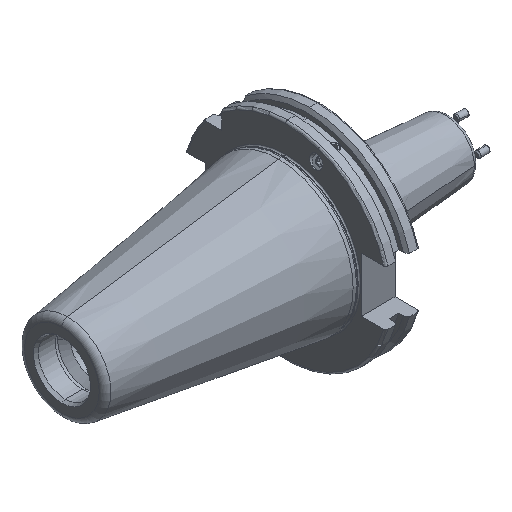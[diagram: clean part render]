
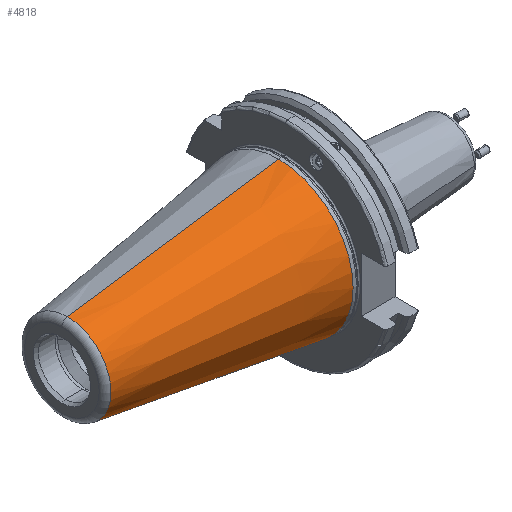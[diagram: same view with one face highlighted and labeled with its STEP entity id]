
A CAD part, isometric view. The second image highlights one B-rep face of the part: STEP entity #4818.
In plain terms, the highlighted conical face has half-angle 8.297 degrees and reference radius 34.925 mm.
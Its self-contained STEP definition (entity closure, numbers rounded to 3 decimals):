
#474 = ORIENTED_EDGE ( 'NONE', *, *, #8529, .T. ) ;
#592 = CIRCLE ( 'NONE', #4558, 34.925 ) ;
#734 = CARTESIAN_POINT ( 'NONE',  ( 0., -34.925, 0. ) ) ;
#1036 = CARTESIAN_POINT ( 'NONE',  ( -99.183, -20.461, 0. ) ) ;
#1239 = EDGE_CURVE ( 'NONE', #4123, #4756, #6562, .T. ) ;
#1345 = DIRECTION ( 'NONE',  ( 0.99, 0.144, 0. ) ) ;
#2006 = CARTESIAN_POINT ( 'NONE',  ( 0., 34.925, 0. ) ) ;
#2301 = LINE ( 'NONE', #10807, #7895 ) ;
#2608 = VERTEX_POINT ( 'NONE', #2006 ) ;
#2753 = CARTESIAN_POINT ( 'NONE',  ( -99.183, 20.461, 0. ) ) ;
#3131 = EDGE_LOOP ( 'NONE', ( #5400, #9303, #6454, #474 ) ) ;
#3134 = CARTESIAN_POINT ( 'NONE',  ( -99.183, 0., 0. ) ) ;
#3584 = EDGE_CURVE ( 'NONE', #8607, #2608, #2301, .T. ) ;
#3763 = CARTESIAN_POINT ( 'NONE',  ( 0., 0., 0. ) ) ;
#4123 = VERTEX_POINT ( 'NONE', #1036 ) ;
#4510 = DIRECTION ( 'NONE',  ( 0., -1., 0. ) ) ;
#4558 = AXIS2_PLACEMENT_3D ( 'NONE', #3763, #6329, #4510 ) ;
#4756 = VERTEX_POINT ( 'NONE', #4773 ) ;
#4773 = CARTESIAN_POINT ( 'NONE',  ( 0., -34.925, 0. ) ) ;
#4818 = ADVANCED_FACE ( 'NONE', ( #6355 ), #10994, .T. ) ;
#5098 = AXIS2_PLACEMENT_3D ( 'NONE', #10571, #8880, #7834 ) ;
#5400 = ORIENTED_EDGE ( 'NONE', *, *, #1239, .F. ) ;
#5712 = DIRECTION ( 'NONE',  ( -1., 0., 0. ) ) ;
#6327 = AXIS2_PLACEMENT_3D ( 'NONE', #3134, #5712, #7456 ) ;
#6329 = DIRECTION ( 'NONE',  ( -1., 0., 0. ) ) ;
#6355 = FACE_OUTER_BOUND ( 'NONE', #3131, .T. ) ;
#6454 = ORIENTED_EDGE ( 'NONE', *, *, #3584, .T. ) ;
#6562 = LINE ( 'NONE', #734, #8027 ) ;
#7456 = DIRECTION ( 'NONE',  ( 0., -1., 0. ) ) ;
#7585 = DIRECTION ( 'NONE',  ( 0.99, -0.144, 0. ) ) ;
#7834 = DIRECTION ( 'NONE',  ( 0., 1., 0. ) ) ;
#7895 = VECTOR ( 'NONE', #1345, 1000. ) ;
#8027 = VECTOR ( 'NONE', #7585, 1000. ) ;
#8529 = EDGE_CURVE ( 'NONE', #2608, #4756, #592, .T. ) ;
#8607 = VERTEX_POINT ( 'NONE', #2753 ) ;
#8751 = EDGE_CURVE ( 'NONE', #8607, #4123, #10623, .T. ) ;
#8880 = DIRECTION ( 'NONE',  ( 1., 0., 0. ) ) ;
#9303 = ORIENTED_EDGE ( 'NONE', *, *, #8751, .F. ) ;
#10571 = CARTESIAN_POINT ( 'NONE',  ( 0., 0., 0. ) ) ;
#10623 = CIRCLE ( 'NONE', #6327, 20.461 ) ;
#10807 = CARTESIAN_POINT ( 'NONE',  ( 0., 34.925, 0. ) ) ;
#10994 = CONICAL_SURFACE ( 'NONE', #5098, 34.925, 0.145 ) ;
